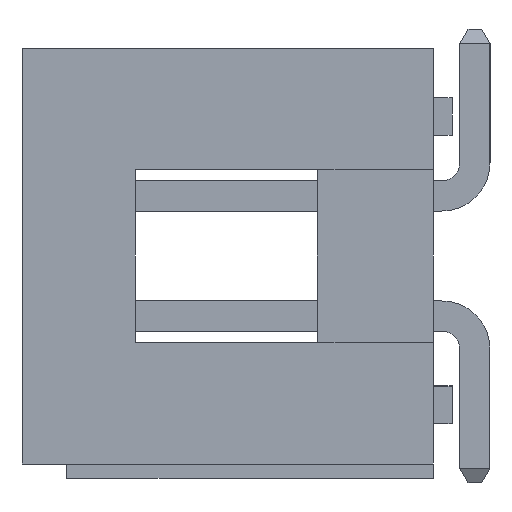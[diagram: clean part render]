
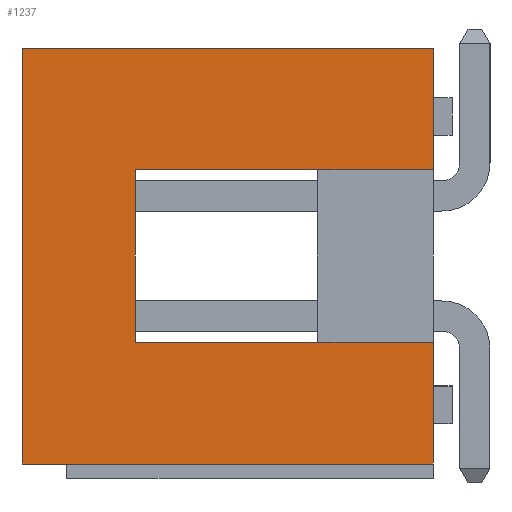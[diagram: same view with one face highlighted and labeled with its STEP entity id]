
A CAD part, left-side view. The second image highlights one B-rep face of the part: STEP entity #1237.
In plain terms, the highlighted planar face has unit normal (-1, 0, 0).
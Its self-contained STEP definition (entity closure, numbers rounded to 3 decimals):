
#42 = VECTOR ( 'NONE', #2592, 1000. ) ;
#88 = CARTESIAN_POINT ( 'NONE',  ( -16.51, -4.35, 4.4 ) ) ;
#143 = VECTOR ( 'NONE', #2262, 1000. ) ;
#184 = VERTEX_POINT ( 'NONE', #4853 ) ;
#218 = VERTEX_POINT ( 'NONE', #1080 ) ;
#284 = ORIENTED_EDGE ( 'NONE', *, *, #630, .T. ) ;
#332 = CARTESIAN_POINT ( 'NONE',  ( -16.51, 1.95, 1.825 ) ) ;
#630 = EDGE_CURVE ( 'NONE', #218, #2120, #5440, .T. ) ;
#637 = DIRECTION ( 'NONE',  ( 0., 0., 1. ) ) ;
#722 = VECTOR ( 'NONE', #4475, 1000. ) ;
#1012 = LINE ( 'NONE', #6051, #722 ) ;
#1080 = CARTESIAN_POINT ( 'NONE',  ( -16.51, 1.95, -1.825 ) ) ;
#1221 = AXIS2_PLACEMENT_3D ( 'NONE', #5646, #1365, #5216 ) ;
#1237 = ADVANCED_FACE ( 'NONE', ( #2413 ), #2280, .F. ) ;
#1243 = CARTESIAN_POINT ( 'NONE',  ( -16.51, -4.35, 4.4 ) ) ;
#1329 = LINE ( 'NONE', #3473, #42 ) ;
#1361 = ORIENTED_EDGE ( 'NONE', *, *, #4203, .F. ) ;
#1365 = DIRECTION ( 'NONE',  ( 1., 0., 0. ) ) ;
#1494 = ORIENTED_EDGE ( 'NONE', *, *, #5116, .T. ) ;
#1904 = CARTESIAN_POINT ( 'NONE',  ( -16.51, 1.95, 1.825 ) ) ;
#1918 = DIRECTION ( 'NONE',  ( 0., 0., 1. ) ) ;
#1938 = CARTESIAN_POINT ( 'NONE',  ( -16.51, -4.35, 1.825 ) ) ;
#2052 = ORIENTED_EDGE ( 'NONE', *, *, #2326, .F. ) ;
#2071 = LINE ( 'NONE', #5007, #5239 ) ;
#2120 = VERTEX_POINT ( 'NONE', #332 ) ;
#2262 = DIRECTION ( 'NONE',  ( 0., 0., -1. ) ) ;
#2280 = PLANE ( 'NONE',  #1221 ) ;
#2307 = VERTEX_POINT ( 'NONE', #3119 ) ;
#2326 = EDGE_CURVE ( 'NONE', #2307, #4970, #6197, .T. ) ;
#2413 = FACE_OUTER_BOUND ( 'NONE', #3858, .T. ) ;
#2592 = DIRECTION ( 'NONE',  ( 0., 0., -1. ) ) ;
#2885 = VECTOR ( 'NONE', #3770, 1000. ) ;
#2966 = CARTESIAN_POINT ( 'NONE',  ( -16.51, -4.35, -4.4 ) ) ;
#3119 = CARTESIAN_POINT ( 'NONE',  ( -16.51, -4.35, -1.825 ) ) ;
#3372 = EDGE_CURVE ( 'NONE', #2307, #218, #1012, .T. ) ;
#3473 = CARTESIAN_POINT ( 'NONE',  ( -16.51, -4.35, 4.4 ) ) ;
#3680 = VECTOR ( 'NONE', #1918, 1000. ) ;
#3770 = DIRECTION ( 'NONE',  ( 0., -1., 0. ) ) ;
#3858 = EDGE_LOOP ( 'NONE', ( #5008, #284, #1494, #1361, #6033, #6123, #5925, #2052 ) ) ;
#4004 = LINE ( 'NONE', #5736, #2885 ) ;
#4076 = EDGE_CURVE ( 'NONE', #4970, #184, #5174, .T. ) ;
#4196 = VERTEX_POINT ( 'NONE', #88 ) ;
#4203 = EDGE_CURVE ( 'NONE', #4196, #6140, #1329, .T. ) ;
#4242 = CARTESIAN_POINT ( 'NONE',  ( -16.51, 4.35, -4.4 ) ) ;
#4275 = VERTEX_POINT ( 'NONE', #5014 ) ;
#4283 = EDGE_CURVE ( 'NONE', #184, #4275, #5554, .T. ) ;
#4365 = DIRECTION ( 'NONE',  ( 0., 1., 0. ) ) ;
#4475 = DIRECTION ( 'NONE',  ( 0., 1., 0. ) ) ;
#4820 = EDGE_CURVE ( 'NONE', #4275, #4196, #4004, .T. ) ;
#4853 = CARTESIAN_POINT ( 'NONE',  ( -16.51, 4.35, -4.4 ) ) ;
#4970 = VERTEX_POINT ( 'NONE', #2966 ) ;
#5007 = CARTESIAN_POINT ( 'NONE',  ( -16.51, -4.35, 1.825 ) ) ;
#5008 = ORIENTED_EDGE ( 'NONE', *, *, #3372, .T. ) ;
#5014 = CARTESIAN_POINT ( 'NONE',  ( -16.51, 4.35, 4.4 ) ) ;
#5116 = EDGE_CURVE ( 'NONE', #2120, #6140, #2071, .T. ) ;
#5174 = LINE ( 'NONE', #4242, #5246 ) ;
#5216 = DIRECTION ( 'NONE',  ( 0., 0., -1. ) ) ;
#5239 = VECTOR ( 'NONE', #5537, 1000. ) ;
#5246 = VECTOR ( 'NONE', #4365, 1000. ) ;
#5440 = LINE ( 'NONE', #1904, #3680 ) ;
#5456 = CARTESIAN_POINT ( 'NONE',  ( -16.51, 4.35, 4.4 ) ) ;
#5537 = DIRECTION ( 'NONE',  ( 0., -1., 0. ) ) ;
#5554 = LINE ( 'NONE', #5456, #6177 ) ;
#5646 = CARTESIAN_POINT ( 'NONE',  ( -16.51, -4.35, 4.4 ) ) ;
#5736 = CARTESIAN_POINT ( 'NONE',  ( -16.51, 4.35, 4.4 ) ) ;
#5925 = ORIENTED_EDGE ( 'NONE', *, *, #4076, .F. ) ;
#6033 = ORIENTED_EDGE ( 'NONE', *, *, #4820, .F. ) ;
#6051 = CARTESIAN_POINT ( 'NONE',  ( -16.51, 1.95, -1.825 ) ) ;
#6123 = ORIENTED_EDGE ( 'NONE', *, *, #4283, .F. ) ;
#6140 = VERTEX_POINT ( 'NONE', #1938 ) ;
#6177 = VECTOR ( 'NONE', #637, 1000. ) ;
#6197 = LINE ( 'NONE', #1243, #143 ) ;
